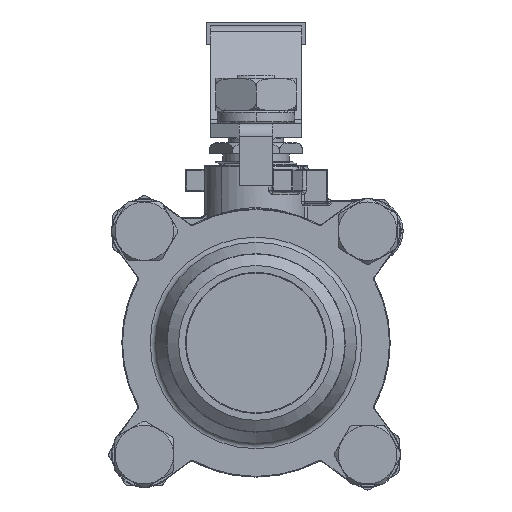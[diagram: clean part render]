
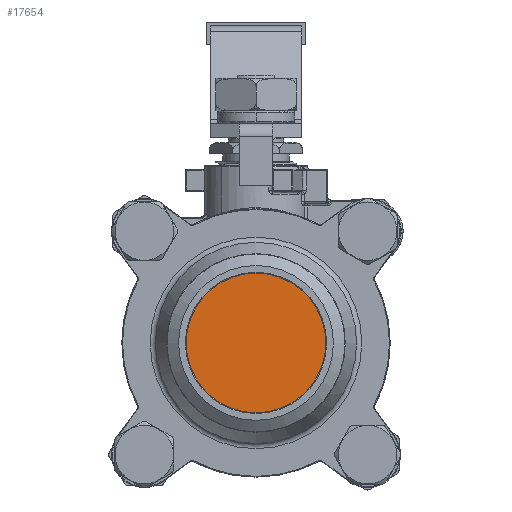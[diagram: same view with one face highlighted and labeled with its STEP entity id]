
A CAD part, front view. The second image highlights one B-rep face of the part: STEP entity #17654.
In plain terms, the highlighted planar face has unit normal (0, -1, 0).
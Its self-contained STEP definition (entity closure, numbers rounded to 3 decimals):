
#17274=CARTESIAN_POINT('',(0.,-28.621,19.));
#17275=VERTEX_POINT('',#17274);
#17282=CARTESIAN_POINT('',(0.,-28.621,-19.));
#17283=VERTEX_POINT('',#17282);
#17284=CARTESIAN_POINT('',(0.,-28.621,-0.));
#17285=DIRECTION('',(-0.,1.,0.));
#17286=DIRECTION('',(0.,-0.,1.));
#17287=AXIS2_PLACEMENT_3D('',#17284,#17285,#17286);
#17288=CIRCLE('',#17287,19.);
#17289=EDGE_CURVE('',#17275,#17283,#17288,.T.);
#17291=CARTESIAN_POINT('',(0.,-28.621,-0.));
#17292=DIRECTION('',(-0.,1.,0.));
#17293=DIRECTION('',(0.,-0.,1.));
#17294=AXIS2_PLACEMENT_3D('',#17291,#17292,#17293);
#17295=CIRCLE('',#17294,19.);
#17296=EDGE_CURVE('',#17283,#17275,#17295,.T.);
#17645=CARTESIAN_POINT('',(0.,-28.621,-0.));
#17646=DIRECTION('',(0.,-1.,-0.));
#17647=DIRECTION('',(0.,0.,-1.));
#17648=AXIS2_PLACEMENT_3D('',#17645,#17646,#17647);
#17649=PLANE('',#17648);
#17650=ORIENTED_EDGE('',*,*,#17296,.F.);
#17651=ORIENTED_EDGE('',*,*,#17289,.F.);
#17652=EDGE_LOOP('',(#17650,#17651));
#17653=FACE_BOUND('',#17652,.T.);
#17654=ADVANCED_FACE('',(#17653),#17649,.T.);
